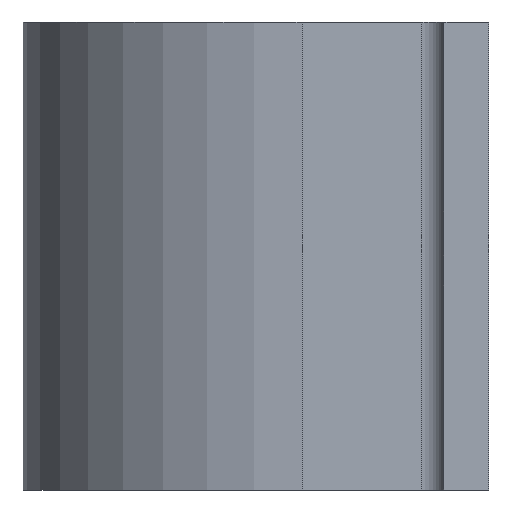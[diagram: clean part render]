
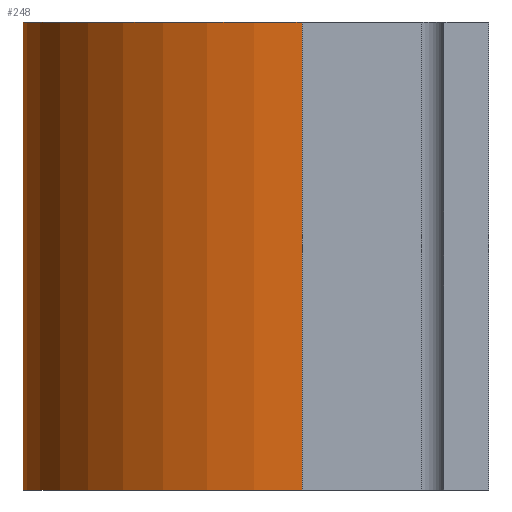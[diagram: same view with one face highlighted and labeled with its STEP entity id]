
A CAD part, left-side view. The second image highlights one B-rep face of the part: STEP entity #248.
In plain terms, the highlighted cylindrical face has radius 9.461 mm (diameter 18.923 mm), a partial arc.
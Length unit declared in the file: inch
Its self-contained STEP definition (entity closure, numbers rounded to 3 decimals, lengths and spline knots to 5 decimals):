
#4 = CARTESIAN_POINT ( 'NONE',  ( 1.4345, 0.2495, 0.3125 ) ) ;
#12 = LINE ( 'NONE', #313, #246 ) ;
#13 = CARTESIAN_POINT ( 'NONE',  ( 0.6895, 0.2495, 0.3125 ) ) ;
#38 = CIRCLE ( 'NONE', #60, 0.3725 ) ;
#42 = DIRECTION ( 'NONE',  ( 0., 0., -1. ) ) ;
#59 = DIRECTION ( 'NONE',  ( 1., 0., 0. ) ) ;
#60 = AXIS2_PLACEMENT_3D ( 'NONE', #495, #42, #59 ) ;
#79 = LINE ( 'NONE', #528, #307 ) ;
#92 = CARTESIAN_POINT ( 'NONE',  ( 1.062, 0.2495, -0.3125 ) ) ;
#103 = AXIS2_PLACEMENT_3D ( 'NONE', #92, #397, #141 ) ;
#112 = DIRECTION ( 'NONE',  ( 0., 0., -1. ) ) ;
#141 = DIRECTION ( 'NONE',  ( 1., 0., 0. ) ) ;
#160 = ORIENTED_EDGE ( 'NONE', *, *, #346, .T. ) ;
#164 = EDGE_CURVE ( 'NONE', #317, #500, #12, .T. ) ;
#201 = CYLINDRICAL_SURFACE ( 'NONE', #331, 0.3725 ) ;
#211 = FACE_OUTER_BOUND ( 'NONE', #380, .T. ) ;
#212 = ORIENTED_EDGE ( 'NONE', *, *, #251, .F. ) ;
#246 = VECTOR ( 'NONE', #291, 39.37008 ) ;
#248 = ADVANCED_FACE ( 'NONE', ( #211 ), #201, .T. ) ;
#251 = EDGE_CURVE ( 'NONE', #315, #395, #79, .T. ) ;
#264 = CARTESIAN_POINT ( 'NONE',  ( 0.6895, 0.2495, -0.3125 ) ) ;
#291 = DIRECTION ( 'NONE',  ( 0., 0., -1. ) ) ;
#294 = ORIENTED_EDGE ( 'NONE', *, *, #483, .F. ) ;
#307 = VECTOR ( 'NONE', #469, 39.37008 ) ;
#311 = CIRCLE ( 'NONE', #103, 0.3725 ) ;
#313 = CARTESIAN_POINT ( 'NONE',  ( 1.4345, 0.2495, 0.3125 ) ) ;
#315 = VERTEX_POINT ( 'NONE', #13 ) ;
#317 = VERTEX_POINT ( 'NONE', #4 ) ;
#331 = AXIS2_PLACEMENT_3D ( 'NONE', #403, #112, #530 ) ;
#346 = EDGE_CURVE ( 'NONE', #315, #317, #38, .T. ) ;
#380 = EDGE_LOOP ( 'NONE', ( #294, #212, #160, #445 ) ) ;
#395 = VERTEX_POINT ( 'NONE', #264 ) ;
#397 = DIRECTION ( 'NONE',  ( 0., 0., -1. ) ) ;
#403 = CARTESIAN_POINT ( 'NONE',  ( 1.062, 0.2495, 0.3125 ) ) ;
#445 = ORIENTED_EDGE ( 'NONE', *, *, #164, .T. ) ;
#469 = DIRECTION ( 'NONE',  ( 0., 0., -1. ) ) ;
#483 = EDGE_CURVE ( 'NONE', #395, #500, #311, .T. ) ;
#487 = CARTESIAN_POINT ( 'NONE',  ( 1.4345, 0.2495, -0.3125 ) ) ;
#495 = CARTESIAN_POINT ( 'NONE',  ( 1.062, 0.2495, 0.3125 ) ) ;
#500 = VERTEX_POINT ( 'NONE', #487 ) ;
#528 = CARTESIAN_POINT ( 'NONE',  ( 0.6895, 0.2495, 0.3125 ) ) ;
#530 = DIRECTION ( 'NONE',  ( -1., 0., 0. ) ) ;
